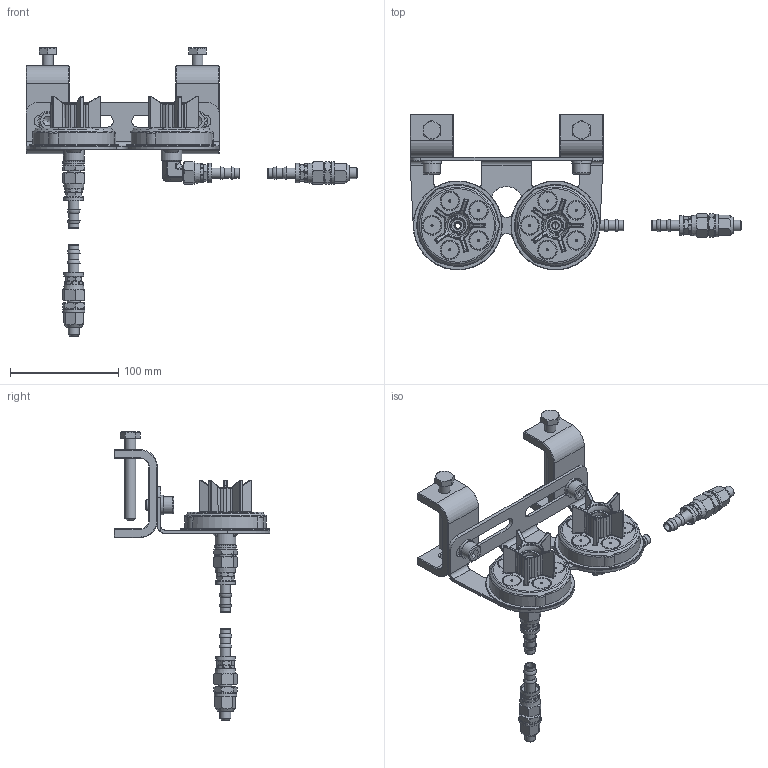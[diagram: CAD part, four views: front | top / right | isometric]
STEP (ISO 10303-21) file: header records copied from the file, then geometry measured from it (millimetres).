
FILE_DESCRIPTION(/* description */ (''),/* implementation_level */ '2;1');
FILE_NAME(/* name */ 'anmos03a_116953.stp',/* time_stamp */ '2022-08-17T14:07:58+02:00',/* author */ ('002245'),/* organization */ (''),/* preprocessor_version */ 'ST-DEVELOPER v18.1',/* originating_system */ 'Autodesk Inventor 2022',/* authorisation */ '');
FILE_SCHEMA (('CONFIG_CONTROL_DESIGN'));
Length unit declared in the file: millimetre
Products named in the file (18): anmos03a; anzmk02a; DIN 127 - A 10; ISO 4762 - M10 x 16; anmok03a; Schraube M10x70 mit Ringschneide; anwin25b; anmha07c; anmha07c_1; Hülse G1_4; Schweißnaht; anvsd03a; anvsd03a_1; andsk01a; anmif01a; annipca0; ansta03a; anrds10b
Assembly tree (27 placements, depth 3):
  anmos03a
    anzmk02a  x2
      DIN 127 - A 10
      ISO 4762 - M10 x 16
      anmok03a
      Schraube M10x70 mit Ringschneide
    anvsd03a  x2
      anvsd03a_1
      andsk01a
      anmif01a
    anwin25b
    ansta03a  x4
    annipca0  x3
    anrds10b  x2
    anmha07c
      anmha07c_1
      Hülse G1_4  x2
      Schweißnaht  x2
Bounding box: 305.99 x 143.6 x 265.5 mm (x, y, z)
Volume: 280167.3 mm3; surface area: 172493.1 mm2
Topology: 31 solids, 31 shells, 1981 faces, 4617 edges, 2758 vertices
Faces by surface type: plane 590, cone 415, bspline 382, cylinder 341, torus 172, sphere 81
Full cylindrical faces by diameter (mm): 5 x2, 5.6 x2, 7 x9, 8 x2, 8.376 x6, 9.5 x12, 10 x6, 11.445 x6, 12 x1, 12.1 x6, 12.2 x2, 12.751 x4, 13.1 x3, 13.157 x2, 13.5 x3, 14.25 x3, 14.288 x1, 14.63 x2, 15 x2, 16 x2, 16.6 x4, 18 x14, 19 x5, 19.2 x2, 20.7 x3, 22.1 x2, 24.4 x2, 82 x2
Entity records: 33668 total; most frequent: CARTESIAN_POINT 12783, ORIENTED_EDGE 4418, DIRECTION 4035, EDGE_CURVE 2209, AXIS2_PLACEMENT_3D 1735, VERTEX_POINT 1329, EDGE_LOOP 1014, FACE_OUTER_BOUND 942
